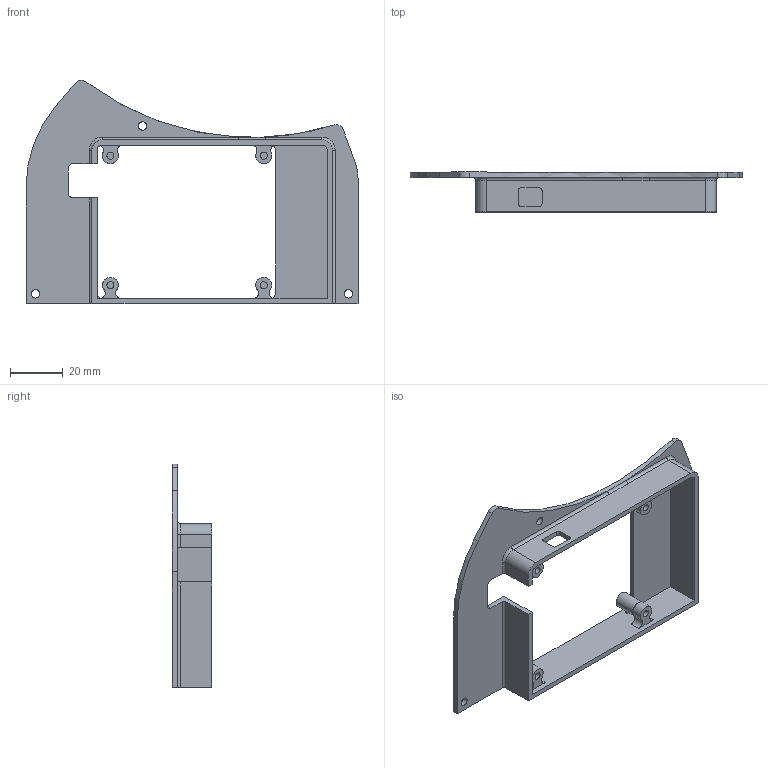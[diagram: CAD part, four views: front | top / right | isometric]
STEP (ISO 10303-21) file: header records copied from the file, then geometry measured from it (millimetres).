
FILE_DESCRIPTION(('FreeCAD Model'),'2;1');
FILE_NAME('Open CASCADE Shape Model','2025-03-17T16:46:58',(''),(''), 'Open CASCADE STEP processor 7.8','FreeCAD','Unknown');
FILE_SCHEMA(('AUTOMOTIVE_DESIGN { 1 0 10303 214 1 1 1 1 }'));
Length unit declared in the file: millimetre
Products named in the file (1): 5-base-cover--black-shield
Bounding box: 125.59 x 15 x 84.53 mm (x, y, z)
Volume: 17793.5 mm3; surface area: 19132.7 mm2
Topology: 1 solids, 1 shells, 109 faces, 285 edges, 188 vertices
Faces by surface type: plane 60, cylinder 46, torus 2, bspline 1
Full cylindrical faces by diameter (mm): 2.7 x4, 3.2 x3, 6 x4
Entity records: 3451 total; most frequent: CARTESIAN_POINT 612, DIRECTION 604, ORIENTED_EDGE 570, EDGE_CURVE 285, AXIS2_PLACEMENT_3D 213, VERTEX_POINT 188, LINE 178, VECTOR 178
